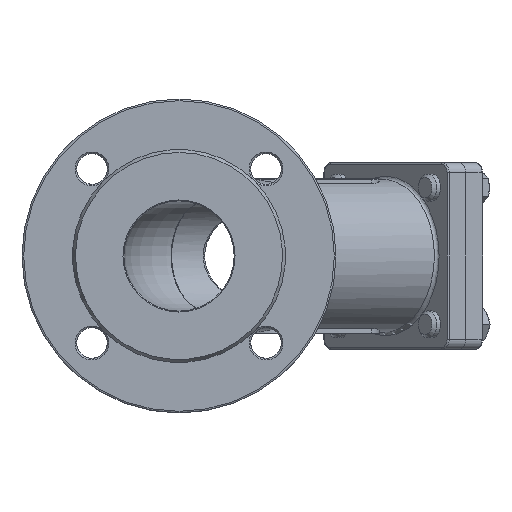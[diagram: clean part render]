
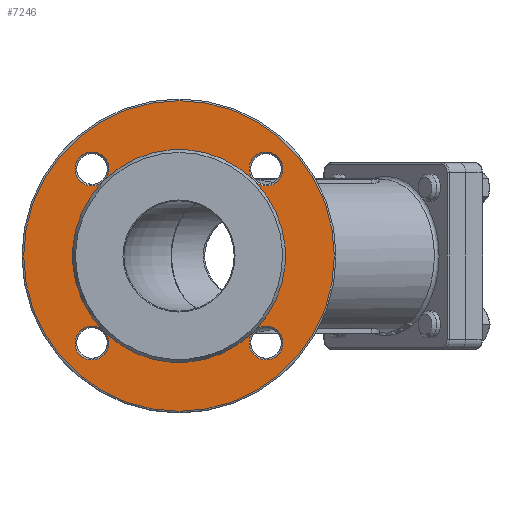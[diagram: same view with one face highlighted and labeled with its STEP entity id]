
A CAD part, left-side view. The second image highlights one B-rep face of the part: STEP entity #7246.
In plain terms, the highlighted planar face has unit normal (-1, 0, 0).
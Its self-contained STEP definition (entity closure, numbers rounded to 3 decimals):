
#2619 = CIRCLE ( 'NONE', #2627, 62.732 ) ;
#2626 = CIRCLE ( 'NONE', #2637, 10. ) ;
#2627 = AXIS2_PLACEMENT_3D ( 'NONE', #5789, #5790, #5791 ) ;
#2637 = AXIS2_PLACEMENT_3D ( 'NONE', #5833, #5834, #5836 ) ;
#2648 = CIRCLE ( 'NONE', #2676, 91.5 ) ;
#2669 = AXIS2_PLACEMENT_3D ( 'NONE', #32095, #32096, #32097 ) ;
#2672 = CIRCLE ( 'NONE', #2669, 62.732 ) ;
#2676 = AXIS2_PLACEMENT_3D ( 'NONE', #32102, #32104, #32105 ) ;
#5789 = CARTESIAN_POINT ( 'NONE',  ( -127., 0., 0. ) ) ;
#5790 = DIRECTION ( 'NONE',  ( -1., 0., 0. ) ) ;
#5791 = DIRECTION ( 'NONE',  ( 0., 0., 1. ) ) ;
#5833 = CARTESIAN_POINT ( 'NONE',  ( -127., 51.265, 51.265 ) ) ;
#5834 = DIRECTION ( 'NONE',  ( 1., 0., 0. ) ) ;
#5836 = DIRECTION ( 'NONE',  ( 0., 0., -1. ) ) ;
#7246 = ADVANCED_FACE ( 'NONE', ( #16402, #30648 ), #30641, .F. ) ;
#7642 = CARTESIAN_POINT ( 'NONE',  ( -127., 42.927, 45.744 ) ) ;
#7720 = CARTESIAN_POINT ( 'NONE',  ( -127., -42.927, 45.744 ) ) ;
#8311 = CARTESIAN_POINT ( 'NONE',  ( -127., 45.744, 42.927 ) ) ;
#8366 = CARTESIAN_POINT ( 'NONE',  ( -127., -45.744, -42.927 ) ) ;
#8929 = CARTESIAN_POINT ( 'NONE',  ( -127., 45.744, -42.927 ) ) ;
#9065 = CARTESIAN_POINT ( 'NONE',  ( -127., 42.927, -45.744 ) ) ;
#9149 = CARTESIAN_POINT ( 'NONE',  ( -127., -45.744, 42.927 ) ) ;
#9159 = CARTESIAN_POINT ( 'NONE',  ( -127., -42.927, -45.744 ) ) ;
#10170 = AXIS2_PLACEMENT_3D ( 'NONE', #21338, #21339, #21340 ) ;
#10172 = AXIS2_PLACEMENT_3D ( 'NONE', #21301, #21302, #21303 ) ;
#10178 = CIRCLE ( 'NONE', #10172, 10. ) ;
#10180 = CIRCLE ( 'NONE', #10187, 62.732 ) ;
#10187 = AXIS2_PLACEMENT_3D ( 'NONE', #21307, #21308, #21309 ) ;
#10189 = CIRCLE ( 'NONE', #10196, 10. ) ;
#10196 = AXIS2_PLACEMENT_3D ( 'NONE', #21313, #21314, #21315 ) ;
#10199 = CIRCLE ( 'NONE', #10207, 62.732 ) ;
#10207 = AXIS2_PLACEMENT_3D ( 'NONE', #21323, #21324, #21325 ) ;
#10216 = CIRCLE ( 'NONE', #10170, 10. ) ;
#10303 = VERTEX_POINT ( 'NONE', #9159 ) ;
#10529 = AXIS2_PLACEMENT_3D ( 'NONE', #30631, #30660, #30640 ) ;
#10618 = VERTEX_POINT ( 'NONE', #9149 ) ;
#10907 = VERTEX_POINT ( 'NONE', #8929 ) ;
#10989 = VERTEX_POINT ( 'NONE', #8366 ) ;
#10992 = VERTEX_POINT ( 'NONE', #8311 ) ;
#11017 = VERTEX_POINT ( 'NONE', #7642 ) ;
#11045 = VERTEX_POINT ( 'NONE', #7720 ) ;
#11159 = VERTEX_POINT ( 'NONE', #9065 ) ;
#16402 = FACE_OUTER_BOUND ( 'NONE', #33014, .T. ) ;
#21301 = CARTESIAN_POINT ( 'NONE',  ( -127., 51.265, -51.265 ) ) ;
#21302 = DIRECTION ( 'NONE',  ( 1., 0., 0. ) ) ;
#21303 = DIRECTION ( 'NONE',  ( 0., 0., -1. ) ) ;
#21307 = CARTESIAN_POINT ( 'NONE',  ( -127., 0., 0. ) ) ;
#21308 = DIRECTION ( 'NONE',  ( -1., 0., 0. ) ) ;
#21309 = DIRECTION ( 'NONE',  ( 0., 0., 1. ) ) ;
#21313 = CARTESIAN_POINT ( 'NONE',  ( -127., -51.265, -51.265 ) ) ;
#21314 = DIRECTION ( 'NONE',  ( 1., 0., 0. ) ) ;
#21315 = DIRECTION ( 'NONE',  ( 0., 0., -1. ) ) ;
#21323 = CARTESIAN_POINT ( 'NONE',  ( -127., 0., 0. ) ) ;
#21324 = DIRECTION ( 'NONE',  ( -1., 0., 0. ) ) ;
#21325 = DIRECTION ( 'NONE',  ( 0., 0., 1. ) ) ;
#21338 = CARTESIAN_POINT ( 'NONE',  ( -127., -51.265, 51.265 ) ) ;
#21339 = DIRECTION ( 'NONE',  ( 1., 0., 0. ) ) ;
#21340 = DIRECTION ( 'NONE',  ( 0., 0., -1. ) ) ;
#23200 = VERTEX_POINT ( 'NONE', #23203 ) ;
#23203 = CARTESIAN_POINT ( 'NONE',  ( -127., 0., -91.5 ) ) ;
#26084 = EDGE_CURVE ( 'NONE', #11045, #11017, #2619, .T. ) ;
#26089 = EDGE_CURVE ( 'NONE', #10992, #11017, #2626, .T. ) ;
#26102 = EDGE_CURVE ( 'NONE', #10992, #10907, #2672, .T. ) ;
#26104 = EDGE_CURVE ( 'NONE', #23200, #23200, #2648, .T. ) ;
#26291 = EDGE_CURVE ( 'NONE', #11159, #10907, #10178, .T. ) ;
#26293 = EDGE_CURVE ( 'NONE', #11159, #10303, #10180, .T. ) ;
#26295 = EDGE_CURVE ( 'NONE', #10989, #10303, #10189, .T. ) ;
#26297 = EDGE_CURVE ( 'NONE', #10989, #10618, #10199, .T. ) ;
#26300 = EDGE_CURVE ( 'NONE', #11045, #10618, #10216, .T. ) ;
#29033 = ORIENTED_EDGE ( 'NONE', *, *, #26291, .T. ) ;
#29034 = ORIENTED_EDGE ( 'NONE', *, *, #26293, .F. ) ;
#29035 = ORIENTED_EDGE ( 'NONE', *, *, #26295, .T. ) ;
#29036 = ORIENTED_EDGE ( 'NONE', *, *, #26297, .F. ) ;
#29037 = ORIENTED_EDGE ( 'NONE', *, *, #26300, .T. ) ;
#29038 = ORIENTED_EDGE ( 'NONE', *, *, #26084, .F. ) ;
#29039 = ORIENTED_EDGE ( 'NONE', *, *, #26089, .T. ) ;
#29040 = ORIENTED_EDGE ( 'NONE', *, *, #26102, .F. ) ;
#29041 = ORIENTED_EDGE ( 'NONE', *, *, #26104, .T. ) ;
#30631 = CARTESIAN_POINT ( 'NONE',  ( -127., 62.732, 0. ) ) ;
#30640 = DIRECTION ( 'NONE',  ( 0., 0., -1. ) ) ;
#30641 = PLANE ( 'NONE',  #10529 ) ;
#30648 = FACE_BOUND ( 'NONE', #33022, .T. ) ;
#30660 = DIRECTION ( 'NONE',  ( 1., 0., 0. ) ) ;
#32095 = CARTESIAN_POINT ( 'NONE',  ( -127., 0., 0. ) ) ;
#32096 = DIRECTION ( 'NONE',  ( -1., 0., 0. ) ) ;
#32097 = DIRECTION ( 'NONE',  ( 0., 0., 1. ) ) ;
#32102 = CARTESIAN_POINT ( 'NONE',  ( -127., 0., 0. ) ) ;
#32104 = DIRECTION ( 'NONE',  ( -1., 0., 0. ) ) ;
#32105 = DIRECTION ( 'NONE',  ( 0., 0., -1. ) ) ;
#33014 = EDGE_LOOP ( 'NONE', ( #29041 ) ) ;
#33022 = EDGE_LOOP ( 'NONE', ( #29040, #29039, #29038, #29037, #29036, #29035, #29034, #29033 ) ) ;
